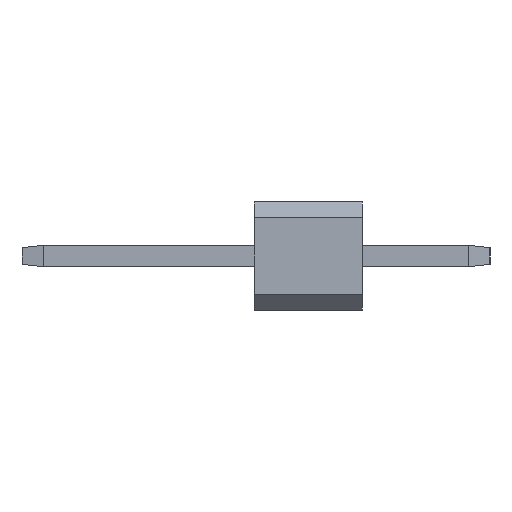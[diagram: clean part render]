
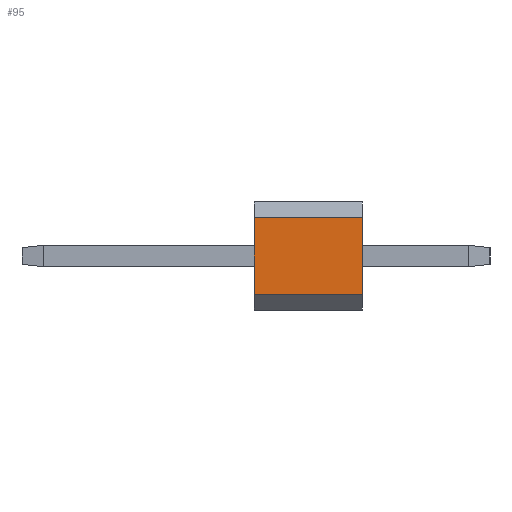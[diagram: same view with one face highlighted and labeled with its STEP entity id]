
A CAD part, left-side view. The second image highlights one B-rep face of the part: STEP entity #95.
In plain terms, the highlighted planar face has unit normal (-1, 0, 0).
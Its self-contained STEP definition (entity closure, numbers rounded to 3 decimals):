
#1 = EDGE_CURVE ( 'NONE', #11, #14, #218, .T. ) ;
#11 = VERTEX_POINT ( 'NONE', #209 ) ;
#14 = VERTEX_POINT ( 'NONE', #221 ) ;
#85 = EDGE_CURVE ( 'NONE', #106, #98, #397, .T. ) ;
#86 = EDGE_CURVE ( 'NONE', #98, #14, #389, .T. ) ;
#87 = EDGE_CURVE ( 'NONE', #106, #11, #379, .T. ) ;
#90 = ORIENTED_EDGE ( 'NONE', *, *, #86, .T. ) ;
#93 = ORIENTED_EDGE ( 'NONE', *, *, #87, .F. ) ;
#95 = ADVANCED_FACE ( 'NONE', ( #383 ), #430, .F. ) ;
#96 = ORIENTED_EDGE ( 'NONE', *, *, #1, .F. ) ;
#97 = ORIENTED_EDGE ( 'NONE', *, *, #85, .T. ) ;
#98 = VERTEX_POINT ( 'NONE', #429 ) ;
#99 = EDGE_LOOP ( 'NONE', ( #90, #96, #93, #97 ) ) ;
#106 = VERTEX_POINT ( 'NONE', #422 ) ;
#209 = CARTESIAN_POINT ( 'NONE',  ( -0.37, 2.54, -0.37 ) ) ;
#215 = DIRECTION ( 'NONE',  ( 0., -1., 0. ) ) ;
#216 = VECTOR ( 'NONE', #215, 1000. ) ;
#217 = CARTESIAN_POINT ( 'NONE',  ( -0.37, 2.54, -0.37 ) ) ;
#218 = LINE ( 'NONE', #217, #216 ) ;
#221 = CARTESIAN_POINT ( 'NONE',  ( -0.37, 0., -0.37 ) ) ;
#376 = DIRECTION ( 'NONE',  ( 0., 0., 1. ) ) ;
#377 = VECTOR ( 'NONE', #376, 1000. ) ;
#378 = CARTESIAN_POINT ( 'NONE',  ( -0.37, 2.54, -2.17 ) ) ;
#379 = LINE ( 'NONE', #378, #377 ) ;
#380 = DIRECTION ( 'NONE',  ( 0., 0., 1. ) ) ;
#381 = VECTOR ( 'NONE', #380, 1000. ) ;
#382 = CARTESIAN_POINT ( 'NONE',  ( -0.37, 0., -2.17 ) ) ;
#383 = FACE_OUTER_BOUND ( 'NONE', #99, .T. ) ;
#385 = DIRECTION ( 'NONE',  ( 0., -1., 0. ) ) ;
#386 = VECTOR ( 'NONE', #385, 1000. ) ;
#387 = CARTESIAN_POINT ( 'NONE',  ( -0.37, 2.54, -2.17 ) ) ;
#389 = LINE ( 'NONE', #382, #381 ) ;
#397 = LINE ( 'NONE', #387, #386 ) ;
#418 = DIRECTION ( 'NONE',  ( 0., 0., -1. ) ) ;
#419 = DIRECTION ( 'NONE',  ( 1., 0., 0. ) ) ;
#420 = CARTESIAN_POINT ( 'NONE',  ( -0.37, 2.54, -2.17 ) ) ;
#421 = AXIS2_PLACEMENT_3D ( 'NONE', #420, #419, #418 ) ;
#422 = CARTESIAN_POINT ( 'NONE',  ( -0.37, 2.54, -2.17 ) ) ;
#429 = CARTESIAN_POINT ( 'NONE',  ( -0.37, 0., -2.17 ) ) ;
#430 = PLANE ( 'NONE',  #421 ) ;
